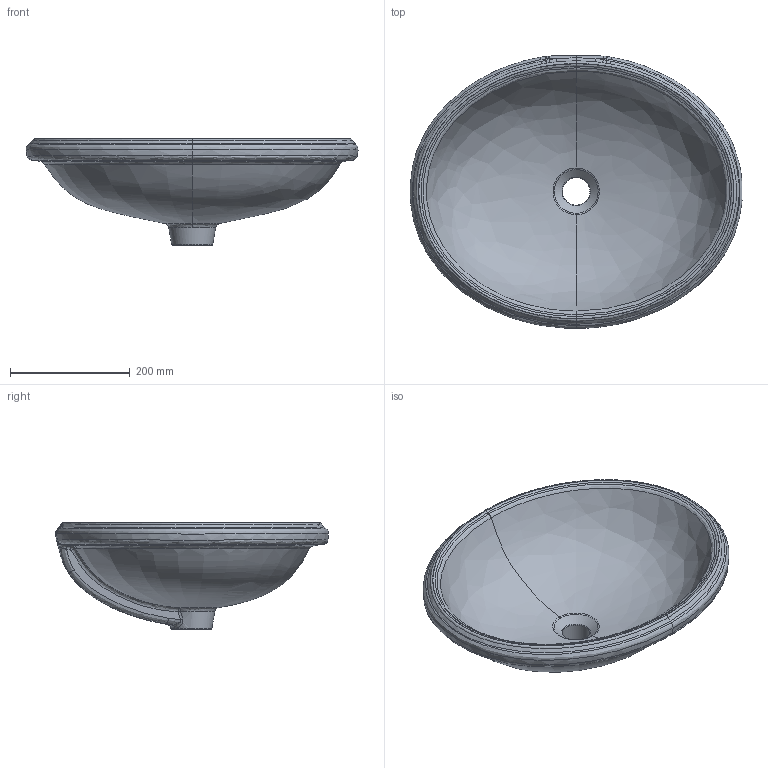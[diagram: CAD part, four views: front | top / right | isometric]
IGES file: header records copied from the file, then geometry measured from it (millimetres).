
Global section: file name: 500755; native system: Autodesk Inventor 2023; preprocessor: unknown; author: JANAN; date: 20240819.112630; units: millimetre
Bounding box: 553.93 x 455.33 x 178 mm (x, y, z)
Volume: 4620036 mm3; surface area: 565720.2 mm2
Topology: 1 solids, 1 shells, 125 faces, 315 edges, 188 vertices
Faces by surface type: bspline 125
